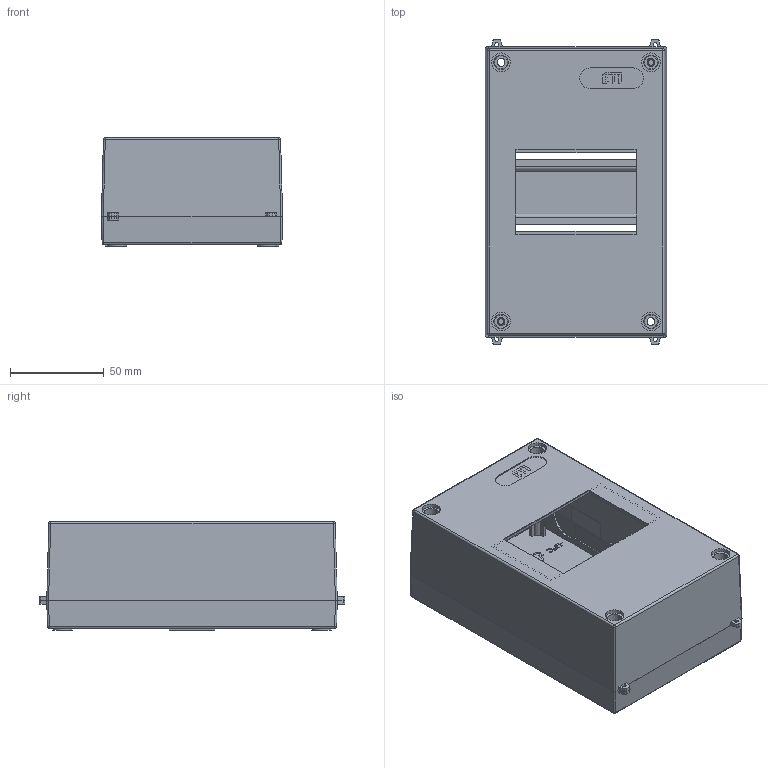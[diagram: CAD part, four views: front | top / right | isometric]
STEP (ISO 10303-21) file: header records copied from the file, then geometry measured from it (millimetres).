
FILE_DESCRIPTION((''),'2;1');
FILE_NAME('N3A_ASM','2021-02-18T',('marketing.praksa'),('Audax d.o.o.'),'CREO PARAMETRIC BY PTC INC, 2017480','CREO PARAMETRIC BY PTC INC, 2017480','');
FILE_SCHEMA(('AUTOMOTIVE_DESIGN { 1 0 10303 214 1 1 1 1 }'));
Length unit declared in the file: millimetre
Products named in the file (9): DNO; N3A-5459; N3A-5551_ASM; TMP_DWG_65_1_1_1; TMP_DWG_65_1_2_1; TMP_DWG_65_1_3_1; CRM-82TO_1_ASM; ASM0003_ASM; N3A_ASM
Assembly tree (8 placements, depth 4):
  N3A_ASM
    N3A-5551_ASM
      DNO
      N3A-5459
    ASM0003_ASM
      CRM-82TO_1_ASM
        TMP_DWG_65_1_1_1
        TMP_DWG_65_1_2_1
        TMP_DWG_65_1_3_1
Bounding box: 96.7 x 163 x 58 mm (x, y, z)
Volume: 111068.9 mm3; surface area: 121482.2 mm2
Topology: 5 solids, 5 shells, 767 faces, 2234 edges, 1509 vertices
Faces by surface type: plane 523, cylinder 134, cone 76, extrusion 17, bspline 13, sphere 4
Entity records: 39365 total; most frequent: CARTESIAN_POINT 6152, ORIENTED_EDGE 4468, DIRECTION 4123, PRESENTATION_STYLE_ASSIGNMENT 3023, STYLED_ITEM 3023, CURVE_STYLE 2251, EDGE_CURVE 2234, VECTOR 1595
